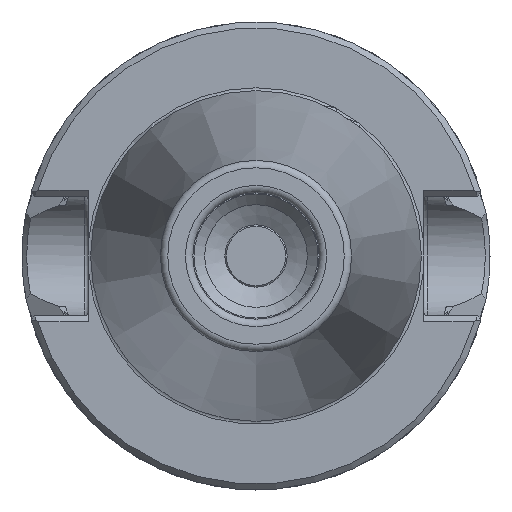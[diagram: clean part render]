
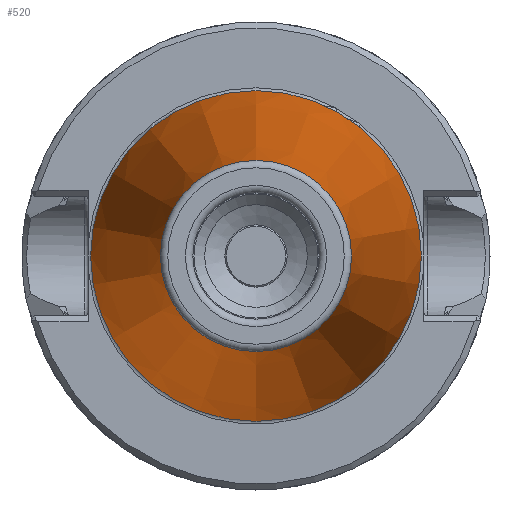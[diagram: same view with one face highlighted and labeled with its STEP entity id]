
A CAD part, left-side view. The second image highlights one B-rep face of the part: STEP entity #520.
In plain terms, the highlighted conical face has half-angle 8.297 degrees and reference radius 12.871 mm.
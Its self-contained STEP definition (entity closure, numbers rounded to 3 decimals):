
#520 = ADVANCED_FACE( '', ( #1127, #1128 ), #1129, .T. );
#1127 = FACE_OUTER_BOUND( '', #1898, .T. );
#1128 = FACE_BOUND( '', #1899, .T. );
#1129 = CONICAL_SURFACE( '', #1900, 12.871, 0.145 );
#1898 = EDGE_LOOP( '', ( #3353 ) );
#1899 = EDGE_LOOP( '', ( #3354 ) );
#1900 = AXIS2_PLACEMENT_3D( '', #3355, #3356, #3357 );
#3353 = ORIENTED_EDGE( '', *, *, #4062, .T. );
#3354 = ORIENTED_EDGE( '', *, *, #4398, .F. );
#3355 = CARTESIAN_POINT( '', ( -64.544, 0., 0. ) );
#3356 = DIRECTION( '', ( 1., 0., 0. ) );
#3357 = DIRECTION( '', ( 0., 0., -1. ) );
#4062 = EDGE_CURVE( '', #4800, #4800, #4801, .T. );
#4398 = EDGE_CURVE( '', #5335, #5335, #5336, .T. );
#4800 = VERTEX_POINT( '', #5912 );
#4801 = CIRCLE( '', #5913, 22.268 );
#5335 = VERTEX_POINT( '', #6931 );
#5336 = CIRCLE( '', #6932, 12.871 );
#5912 = CARTESIAN_POINT( '', ( -0.106, 0., 22.268 ) );
#5913 = AXIS2_PLACEMENT_3D( '', #7765, #7766, #7767 );
#6931 = CARTESIAN_POINT( '', ( -64.544, 0., 12.871 ) );
#6932 = AXIS2_PLACEMENT_3D( '', #8104, #8105, #8106 );
#7765 = CARTESIAN_POINT( '', ( -0.106, 0., 0. ) );
#7766 = DIRECTION( '', ( -1., 0., 0. ) );
#7767 = DIRECTION( '', ( 0., 0., 1. ) );
#8104 = CARTESIAN_POINT( '', ( -64.544, 0., 0. ) );
#8105 = DIRECTION( '', ( -1., 0., 0. ) );
#8106 = DIRECTION( '', ( 0., 0., 1. ) );
